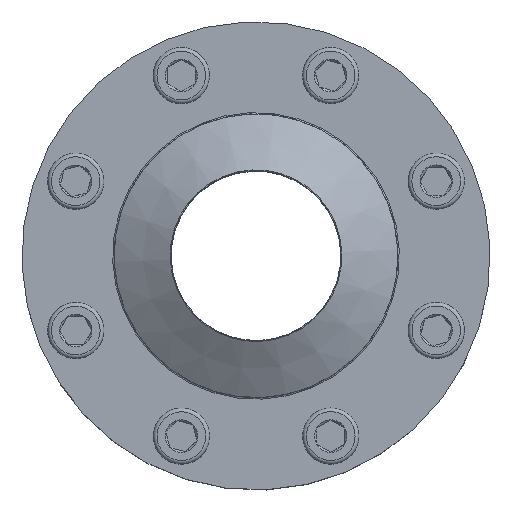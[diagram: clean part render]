
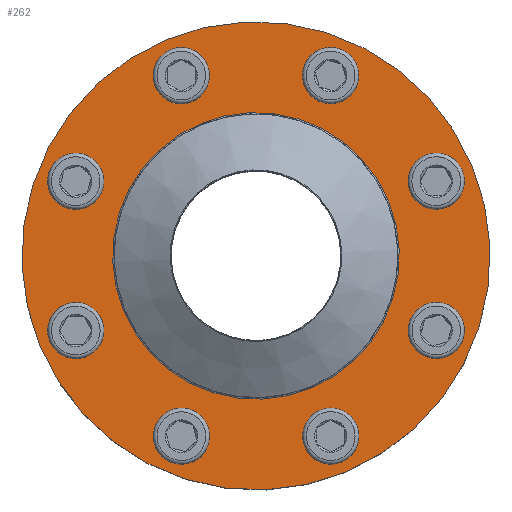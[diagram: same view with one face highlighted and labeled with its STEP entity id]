
A CAD part, top view. The second image highlights one B-rep face of the part: STEP entity #262.
In plain terms, the highlighted face is planar.
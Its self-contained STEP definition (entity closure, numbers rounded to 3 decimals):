
#262=ADVANCED_FACE('',(#357,#358,#359,#360,#361,#362,#363,#364,#365,#366),
#296,.T.);
#296=PLANE('',#962);
#357=FACE_BOUND('',#476,.T.);
#358=FACE_BOUND('',#477,.T.);
#359=FACE_BOUND('',#478,.T.);
#360=FACE_BOUND('',#479,.T.);
#361=FACE_BOUND('',#480,.T.);
#362=FACE_BOUND('',#481,.T.);
#363=FACE_BOUND('',#482,.T.);
#364=FACE_BOUND('',#483,.T.);
#365=FACE_BOUND('',#484,.T.);
#366=FACE_BOUND('',#485,.T.);
#476=EDGE_LOOP('',(#628));
#477=EDGE_LOOP('',(#629));
#478=EDGE_LOOP('',(#630));
#479=EDGE_LOOP('',(#631));
#480=EDGE_LOOP('',(#632));
#481=EDGE_LOOP('',(#633));
#482=EDGE_LOOP('',(#634));
#483=EDGE_LOOP('',(#635));
#484=EDGE_LOOP('',(#636));
#485=EDGE_LOOP('',(#637));
#628=ORIENTED_EDGE('',*,*,#797,.T.);
#629=ORIENTED_EDGE('',*,*,#798,.T.);
#630=ORIENTED_EDGE('',*,*,#799,.T.);
#631=ORIENTED_EDGE('',*,*,#800,.T.);
#632=ORIENTED_EDGE('',*,*,#801,.F.);
#633=ORIENTED_EDGE('',*,*,#802,.F.);
#634=ORIENTED_EDGE('',*,*,#803,.F.);
#635=ORIENTED_EDGE('',*,*,#804,.F.);
#636=ORIENTED_EDGE('',*,*,#788,.T.);
#637=ORIENTED_EDGE('',*,*,#777,.T.);
#700=VERTEX_POINT('',#1393);
#711=VERTEX_POINT('',#1427);
#720=VERTEX_POINT('',#1447);
#721=VERTEX_POINT('',#1449);
#722=VERTEX_POINT('',#1451);
#723=VERTEX_POINT('',#1453);
#724=VERTEX_POINT('',#1455);
#725=VERTEX_POINT('',#1457);
#726=VERTEX_POINT('',#1459);
#727=VERTEX_POINT('',#1461);
#777=EDGE_CURVE('',#700,#700,#835,.T.);
#788=EDGE_CURVE('',#711,#711,#846,.T.);
#797=EDGE_CURVE('',#720,#720,#855,.T.);
#798=EDGE_CURVE('',#721,#721,#856,.T.);
#799=EDGE_CURVE('',#722,#722,#857,.T.);
#800=EDGE_CURVE('',#723,#723,#858,.T.);
#801=EDGE_CURVE('',#724,#724,#859,.T.);
#802=EDGE_CURVE('',#725,#725,#860,.T.);
#803=EDGE_CURVE('',#726,#726,#861,.T.);
#804=EDGE_CURVE('',#727,#727,#862,.T.);
#835=CIRCLE('',#920,137.75);
#846=CIRCLE('',#943,225.);
#855=CIRCLE('',#954,19.);
#856=CIRCLE('',#955,19.);
#857=CIRCLE('',#956,19.);
#858=CIRCLE('',#957,19.);
#859=CIRCLE('',#958,18.5);
#860=CIRCLE('',#959,18.5);
#861=CIRCLE('',#960,18.5);
#862=CIRCLE('',#961,18.5);
#920=AXIS2_PLACEMENT_3D('',#1392,#1109,#1110);
#943=AXIS2_PLACEMENT_3D('',#1426,#1155,#1156);
#954=AXIS2_PLACEMENT_3D('',#1446,#1177,#1178);
#955=AXIS2_PLACEMENT_3D('',#1448,#1179,#1180);
#956=AXIS2_PLACEMENT_3D('',#1450,#1181,#1182);
#957=AXIS2_PLACEMENT_3D('',#1452,#1183,#1184);
#958=AXIS2_PLACEMENT_3D('',#1454,#1185,#1186);
#959=AXIS2_PLACEMENT_3D('',#1456,#1187,#1188);
#960=AXIS2_PLACEMENT_3D('',#1458,#1189,#1190);
#961=AXIS2_PLACEMENT_3D('',#1460,#1191,#1192);
#962=AXIS2_PLACEMENT_3D('',#1462,#1193,#1194);
#1109=DIRECTION('',(-1.,0.,0.));
#1110=DIRECTION('',(0.,0.,1.));
#1155=DIRECTION('',(1.,0.,0.));
#1156=DIRECTION('',(0.,1.,0.));
#1177=DIRECTION('',(-1.,0.,0.));
#1178=DIRECTION('',(0.,0.,-1.));
#1179=DIRECTION('',(-1.,0.,0.));
#1180=DIRECTION('',(0.,0.,-1.));
#1181=DIRECTION('',(-1.,0.,0.));
#1182=DIRECTION('',(0.,0.,-1.));
#1183=DIRECTION('',(-1.,0.,0.));
#1184=DIRECTION('',(0.,0.,-1.));
#1185=DIRECTION('',(1.,0.,0.));
#1186=DIRECTION('',(0.,0.,-1.));
#1187=DIRECTION('',(1.,0.,0.));
#1188=DIRECTION('',(0.,0.,-1.));
#1189=DIRECTION('',(1.,0.,0.));
#1190=DIRECTION('',(0.,0.,-1.));
#1191=DIRECTION('',(1.,0.,0.));
#1192=DIRECTION('',(0.,0.,-1.));
#1193=DIRECTION('',(1.,0.,0.));
#1194=DIRECTION('',(0.,0.,-1.));
#1392=CARTESIAN_POINT('',(112.,0.,0.));
#1393=CARTESIAN_POINT('',(112.,0.,137.75));
#1426=CARTESIAN_POINT('',(112.,0.,0.));
#1427=CARTESIAN_POINT('',(112.,225.,0.));
#1446=CARTESIAN_POINT('',(112.,0.,-187.5));
#1447=CARTESIAN_POINT('',(112.,0.,-206.5));
#1448=CARTESIAN_POINT('',(112.,-132.583,-132.583));
#1449=CARTESIAN_POINT('',(112.,-132.583,-151.583));
#1450=CARTESIAN_POINT('',(112.,-132.583,132.583));
#1451=CARTESIAN_POINT('',(112.,-132.583,113.583));
#1452=CARTESIAN_POINT('',(112.,-187.5,0.));
#1453=CARTESIAN_POINT('',(112.,-187.5,-19.));
#1454=CARTESIAN_POINT('',(112.,0.,187.5));
#1455=CARTESIAN_POINT('',(112.,0.,169.));
#1456=CARTESIAN_POINT('',(112.,132.583,132.583));
#1457=CARTESIAN_POINT('',(112.,132.583,114.083));
#1458=CARTESIAN_POINT('',(112.,187.5,0.));
#1459=CARTESIAN_POINT('',(112.,187.5,-18.5));
#1460=CARTESIAN_POINT('',(112.,132.583,-132.583));
#1461=CARTESIAN_POINT('',(112.,132.583,-151.083));
#1462=CARTESIAN_POINT('',(112.,0.,0.));
